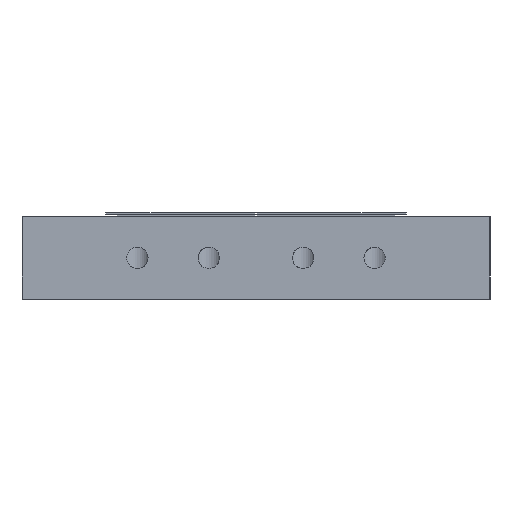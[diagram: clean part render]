
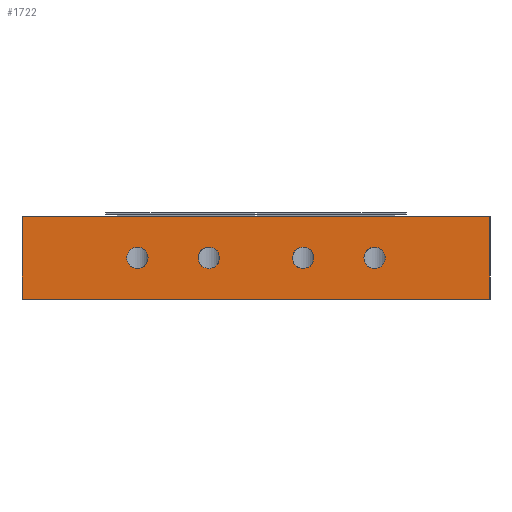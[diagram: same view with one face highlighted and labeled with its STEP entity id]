
A CAD part, left-side view. The second image highlights one B-rep face of the part: STEP entity #1722.
In plain terms, the highlighted planar face has unit normal (-1, 0, 0).
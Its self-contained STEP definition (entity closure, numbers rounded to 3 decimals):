
#1538=FACE_BOUND('',#2167,.T.);
#1539=FACE_BOUND('',#2168,.T.);
#1540=FACE_BOUND('',#2169,.T.);
#1541=FACE_BOUND('',#2170,.T.);
#1542=FACE_BOUND('',#2171,.T.);
#1722=ADVANCED_FACE('',(#1538,#1539,#1540,#1541,#1542),#1903,.F.);
#1903=PLANE('',#4638);
#2167=EDGE_LOOP('',(#2667));
#2168=EDGE_LOOP('',(#2668));
#2169=EDGE_LOOP('',(#2669));
#2170=EDGE_LOOP('',(#2670));
#2171=EDGE_LOOP('',(#2671,#2672,#2673,#2674));
#2496=CIRCLE('',#4634,1.65);
#2497=CIRCLE('',#4635,1.65);
#2498=CIRCLE('',#4636,1.65);
#2499=CIRCLE('',#4637,1.65);
#2667=ORIENTED_EDGE('',*,*,#3755,.T.);
#2668=ORIENTED_EDGE('',*,*,#3756,.T.);
#2669=ORIENTED_EDGE('',*,*,#3757,.T.);
#2670=ORIENTED_EDGE('',*,*,#3758,.T.);
#2671=ORIENTED_EDGE('',*,*,#3759,.T.);
#2672=ORIENTED_EDGE('',*,*,#3760,.F.);
#2673=ORIENTED_EDGE('',*,*,#3751,.F.);
#2674=ORIENTED_EDGE('',*,*,#3761,.T.);
#3454=VERTEX_POINT('',#5976);
#3455=VERTEX_POINT('',#5977);
#3458=VERTEX_POINT('',#5985);
#3459=VERTEX_POINT('',#5987);
#3460=VERTEX_POINT('',#5989);
#3461=VERTEX_POINT('',#5991);
#3462=VERTEX_POINT('',#5993);
#3463=VERTEX_POINT('',#5994);
#3751=EDGE_CURVE('',#3454,#3455,#4103,.T.);
#3755=EDGE_CURVE('',#3458,#3458,#2496,.T.);
#3756=EDGE_CURVE('',#3459,#3459,#2497,.T.);
#3757=EDGE_CURVE('',#3460,#3460,#2498,.T.);
#3758=EDGE_CURVE('',#3461,#3461,#2499,.T.);
#3759=EDGE_CURVE('',#3462,#3463,#4107,.T.);
#3760=EDGE_CURVE('',#3455,#3463,#4108,.T.);
#3761=EDGE_CURVE('',#3454,#3462,#4109,.T.);
#4103=LINE('',#5975,#4358);
#4107=LINE('',#5992,#4362);
#4108=LINE('',#5995,#4363);
#4109=LINE('',#5996,#4364);
#4358=VECTOR('',#5040,1.);
#4362=VECTOR('',#5054,1.);
#4363=VECTOR('',#5055,1.);
#4364=VECTOR('',#5056,1.);
#4634=AXIS2_PLACEMENT_3D('',#5984,#5046,#5047);
#4635=AXIS2_PLACEMENT_3D('',#5986,#5048,#5049);
#4636=AXIS2_PLACEMENT_3D('',#5988,#5050,#5051);
#4637=AXIS2_PLACEMENT_3D('',#5990,#5052,#5053);
#4638=AXIS2_PLACEMENT_3D('',#5997,#5057,#5058);
#5040=DIRECTION('',(0.,-1.,0.));
#5046=DIRECTION('',(1.,0.,0.));
#5047=DIRECTION('',(0.,0.,-1.));
#5048=DIRECTION('',(1.,0.,0.));
#5049=DIRECTION('',(0.,0.,-1.));
#5050=DIRECTION('',(1.,0.,0.));
#5051=DIRECTION('',(0.,0.,-1.));
#5052=DIRECTION('',(1.,0.,0.));
#5053=DIRECTION('',(0.,0.,-1.));
#5054=DIRECTION('',(0.,-1.,0.));
#5055=DIRECTION('',(0.,0.,-1.));
#5056=DIRECTION('',(0.,0.,-1.));
#5057=DIRECTION('',(1.,0.,0.));
#5058=DIRECTION('',(0.,1.,0.));
#5975=CARTESIAN_POINT('',(-37.5,36.,12.7));
#5976=CARTESIAN_POINT('',(-37.5,36.,12.7));
#5977=CARTESIAN_POINT('',(-37.5,-36.,12.7));
#5984=CARTESIAN_POINT('',(-37.5,18.25,6.35));
#5985=CARTESIAN_POINT('',(-37.5,18.25,4.7));
#5986=CARTESIAN_POINT('',(-37.5,7.25,6.35));
#5987=CARTESIAN_POINT('',(-37.5,7.25,4.7));
#5988=CARTESIAN_POINT('',(-37.5,-7.25,6.35));
#5989=CARTESIAN_POINT('',(-37.5,-7.25,4.7));
#5990=CARTESIAN_POINT('',(-37.5,-18.25,6.35));
#5991=CARTESIAN_POINT('',(-37.5,-18.25,4.7));
#5992=CARTESIAN_POINT('',(-37.5,36.,0.));
#5993=CARTESIAN_POINT('',(-37.5,36.,0.));
#5994=CARTESIAN_POINT('',(-37.5,-36.,0.));
#5995=CARTESIAN_POINT('',(-37.5,-36.,12.7));
#5996=CARTESIAN_POINT('',(-37.5,36.,12.7));
#5997=CARTESIAN_POINT('',(-37.5,36.,12.7));
